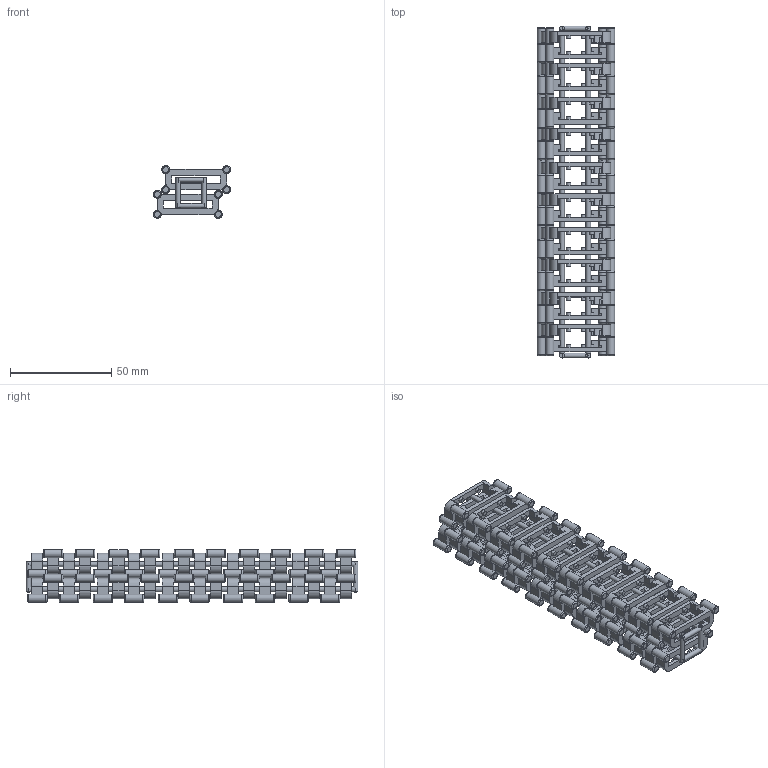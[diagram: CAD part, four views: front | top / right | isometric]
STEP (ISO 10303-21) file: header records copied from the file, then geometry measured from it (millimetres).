
FILE_DESCRIPTION(/* description */ (''),/* implementation_level */ '2;1');
FILE_NAME(/* name */ 'Tilt-Pico-Case-v2-2-3dp-parts.stp',/* time_stamp */ '2025-02-15T19:19:55-08:00',/* author */ (''),/* organization */ (''),/* preprocessor_version */ 'ST-DEVELOPER v15.2',/* originating_system */ 'Autodesk Translator Framework v2.0.0.5431',/* authorisation */ '');
FILE_SCHEMA (('AUTOMOTIVE_DESIGN { 1 0 10303 214 3 1 1 }'));
Length unit declared in the file: centimetre
Products named in the file (1): Tilt-Pico-Case-v2-2-3dp-parts
Bounding box: 38.1 x 163.6 x 26.1 mm (x, y, z)
Volume: 39883 mm3; surface area: 54303.4 mm2
Topology: 212 solids, 212 shells, 1596 faces, 3476 edges, 2264 vertices
Faces by surface type: plane 1184, cylinder 252, torus 160
Full cylindrical faces by diameter (mm): 2.15 x80, 2.4 x12, 4 x80
Entity records: 41379 total; most frequent: CARTESIAN_POINT 7005, DIRECTION 7002, ORIENTED_EDGE 6288, EDGE_CURVE 3144, LINE 2480, VECTOR 2480, VERTEX_POINT 2264, AXIS2_PLACEMENT_3D 2261
